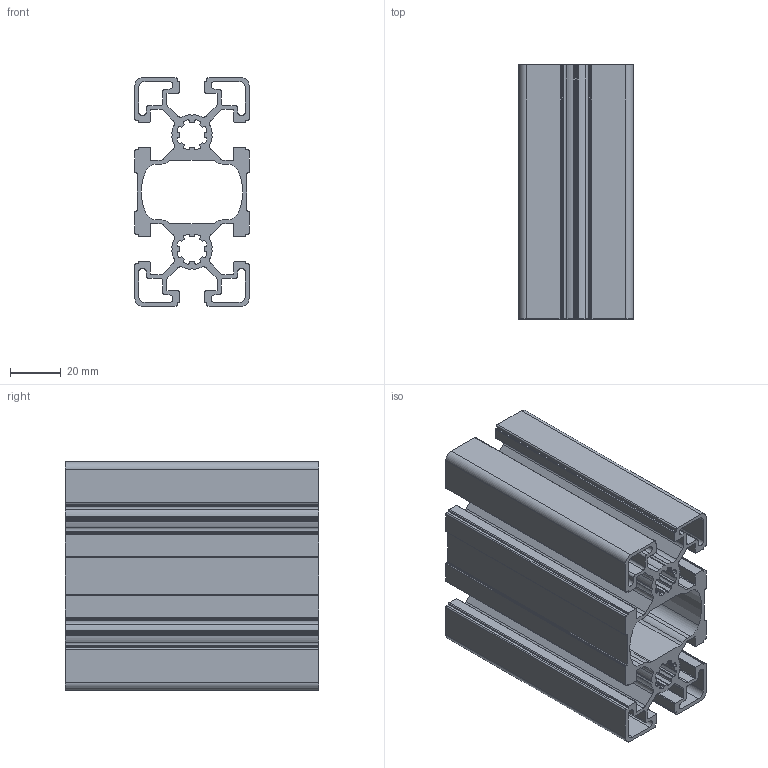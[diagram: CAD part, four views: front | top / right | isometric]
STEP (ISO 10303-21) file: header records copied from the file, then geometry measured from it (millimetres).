
FILE_DESCRIPTION( ( 'Unknown' ), '1' );
FILE_NAME( '6111040', 'Unknown', ( 'Unknown' ), ( 'JUGARD+KÜNSTNER GmbH' ), 'XStep 1.0', 'Unknown', ' ' );
FILE_SCHEMA( ( 'automotive_design' ) );
Length unit declared in the file: millimetre
Products named in the file (1): 1
Bounding box: 45 x 100 x 90 mm (x, y, z)
Volume: 112893.1 mm3; surface area: 96368.5 mm2
Topology: 1 solids, 1 shells, 414 faces, 1236 edges, 824 vertices
Faces by surface type: cylinder 248, plane 166
Entity records: 17472 total; most frequent: DIRECTION 2562, CARTESIAN_POINT 2475, ORIENTED_EDGE 2472, EDGE_CURVE 1236, AXIS2_PLACEMENT_3D 911, VERTEX_POINT 824, LINE 740, VECTOR 740
